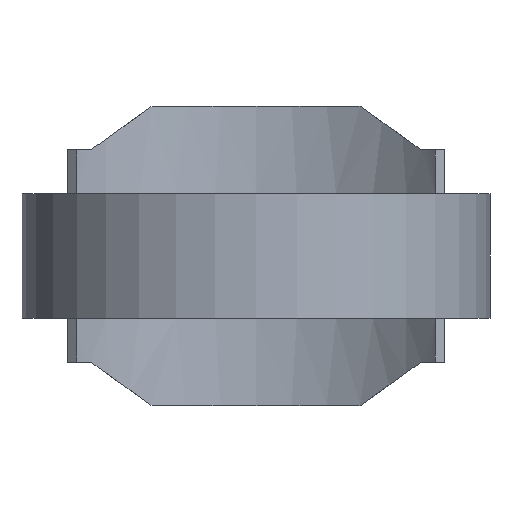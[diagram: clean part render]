
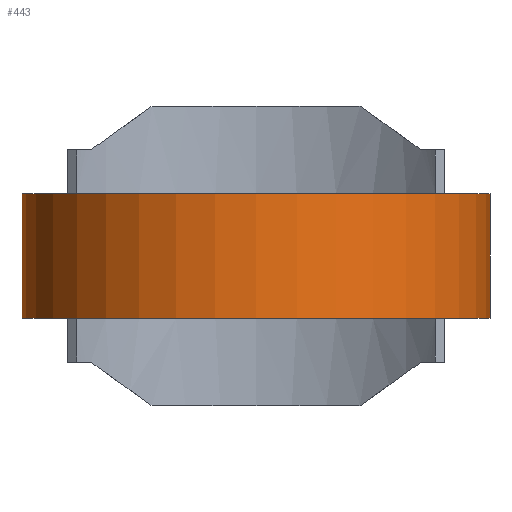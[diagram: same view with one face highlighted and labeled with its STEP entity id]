
A CAD part, front view. The second image highlights one B-rep face of the part: STEP entity #443.
In plain terms, the highlighted cylindrical face has radius 112.5 mm (diameter 225 mm), a partial arc.
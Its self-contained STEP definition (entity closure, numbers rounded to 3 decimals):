
#183 = VERTEX_POINT( '', #506 );
#207 = EDGE_CURVE( '', #347, #317, #531, .T. );
#253 = EDGE_CURVE( '', #183, #319, #582, .T. );
#273 = EDGE_CURVE( '', #317, #183, #604, .T. );
#297 = EDGE_CURVE( '', #347, #319, #630, .T. );
#317 = VERTEX_POINT( '', #651 );
#319 = VERTEX_POINT( '', #653 );
#347 = VERTEX_POINT( '', #684 );
#443 = ADVANCED_FACE( '', ( #795 ), #796, .T. );
#506 = CARTESIAN_POINT( '', ( 112.5, 0., 30. ) );
#531 = LINE( '', #890, #891 );
#582 = LINE( '', #958, #959 );
#604 = CIRCLE( '', #987, 112.5 );
#630 = CIRCLE( '', #1022, 112.5 );
#651 = CARTESIAN_POINT( '', ( -112.5, 0., 30. ) );
#653 = CARTESIAN_POINT( '', ( 112.5, 0., -30. ) );
#684 = CARTESIAN_POINT( '', ( -112.5, 0., -30. ) );
#795 = FACE_OUTER_BOUND( '', #1334, .T. );
#796 = CYLINDRICAL_SURFACE( '', #1335, 112.5 );
#890 = CARTESIAN_POINT( '', ( -112.5, 0., 30. ) );
#891 = VECTOR( '', #1519, 1. );
#958 = CARTESIAN_POINT( '', ( 112.5, 0., 30. ) );
#959 = VECTOR( '', #1577, 1. );
#987 = AXIS2_PLACEMENT_3D( '', #1604, #1605, #1606 );
#1022 = AXIS2_PLACEMENT_3D( '', #1645, #1646, #1647 );
#1334 = EDGE_LOOP( '', ( #1855, #1856, #1857, #1858 ) );
#1335 = AXIS2_PLACEMENT_3D( '', #1859, #1860, #1861 );
#1519 = DIRECTION( '', ( 0., 0., 1. ) );
#1577 = DIRECTION( '', ( 0., 0., -1. ) );
#1604 = CARTESIAN_POINT( '', ( 0., 0., 30. ) );
#1605 = DIRECTION( '', ( 0., 0., 1. ) );
#1606 = DIRECTION( '', ( 1., 0., 0. ) );
#1645 = CARTESIAN_POINT( '', ( 0., 0., -30. ) );
#1646 = DIRECTION( '', ( 0., 0., 1. ) );
#1647 = DIRECTION( '', ( 1., 0., 0. ) );
#1855 = ORIENTED_EDGE( '', *, *, #253, .F. );
#1856 = ORIENTED_EDGE( '', *, *, #273, .F. );
#1857 = ORIENTED_EDGE( '', *, *, #207, .F. );
#1858 = ORIENTED_EDGE( '', *, *, #297, .T. );
#1859 = CARTESIAN_POINT( '', ( 0., 0., 30. ) );
#1860 = DIRECTION( '', ( 0., 0., 1. ) );
#1861 = DIRECTION( '', ( 1., 0., 0. ) );
